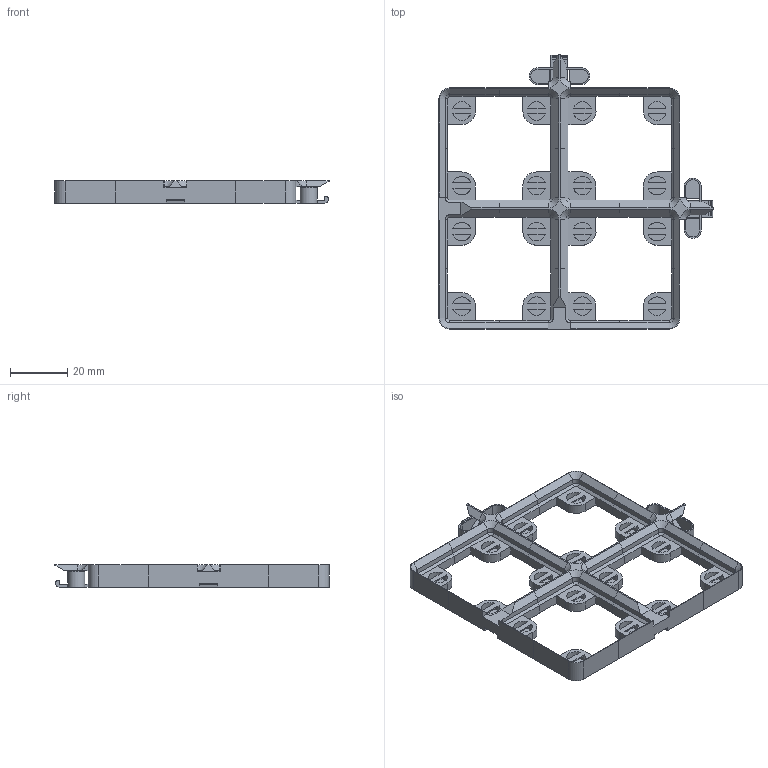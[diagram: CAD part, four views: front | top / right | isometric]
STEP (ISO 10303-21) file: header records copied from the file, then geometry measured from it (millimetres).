
FILE_DESCRIPTION(/* description */ (''),/* implementation_level */ '2;1');
FILE_NAME(/* name */ 'Pieces Split.step',/* time_stamp */ '2023-01-03T17:05:56-06:00',/* author */ (''),/* organization */ (''),/* preprocessor_version */ 'ST-DEVELOPER v19.2',/* originating_system */ 'Autodesk Translation Framework v11.17.0.187',/* authorisation */ '');
FILE_SCHEMA (('AUTOMOTIVE_DESIGN { 1 0 10303 214 3 1 1 }'));
Length unit declared in the file: millimetre
Products named in the file (1): Pieces Split
Bounding box: 95.55 x 95.55 x 7.8 mm (x, y, z)
Volume: 14878.9 mm3; surface area: 16484.6 mm2
Topology: 11 solids, 11 shells, 482 faces, 1294 edges, 832 vertices
Faces by surface type: plane 384, cylinder 66, cone 32
Full cylindrical faces by diameter (mm): 6.5 x16
Entity records: 14945 total; most frequent: CARTESIAN_POINT 2609, ORIENTED_EDGE 2588, DIRECTION 2488, EDGE_CURVE 1294, LINE 1066, VECTOR 1066, VERTEX_POINT 832, AXIS2_PLACEMENT_3D 711
